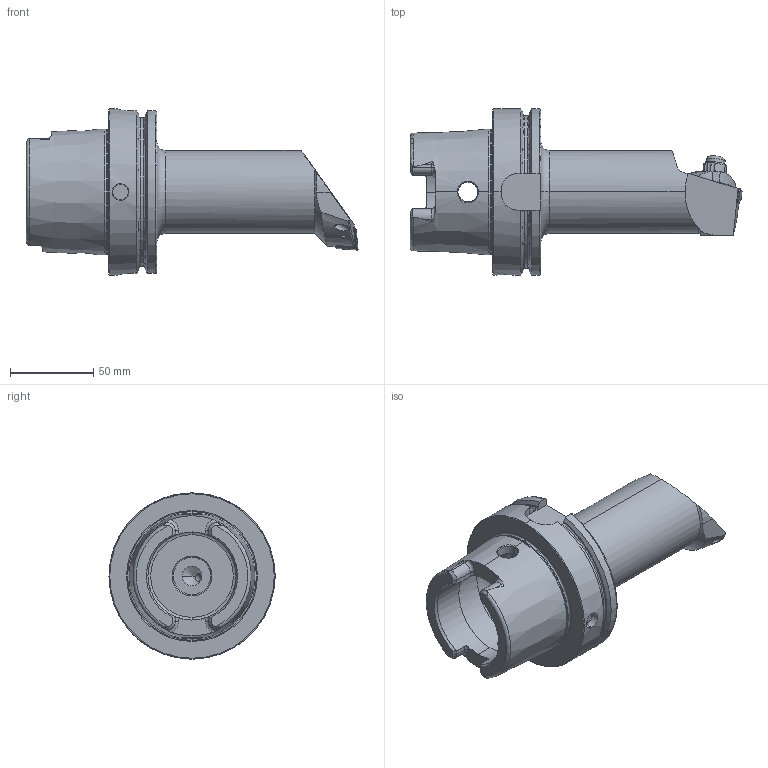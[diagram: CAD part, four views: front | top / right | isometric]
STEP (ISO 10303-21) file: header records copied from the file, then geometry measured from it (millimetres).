
FILE_DESCRIPTION (( 'STEP AP214' ), '1' );
FILE_NAME ('HA0.BCD.RLD.150.STEP', '2023-09-18T09:46:40', ( '' ), ( '' ), 'SwSTEP 2.0', 'SolidWorks 2017', '' );
FILE_SCHEMA (( 'AUTOMOTIVE_DESIGN' ));
Length unit declared in the file: millimetre
Products named in the file (10): WCC-ER3.102.024_C; HA0.BCD.RLD.150; WCC-ER5.102.012_B; WCC-ER2.001.010_A; WCC-ER5.102.005_A; WCD-ER2.101.003_A; HA0-BCD.RLD.150_A_Fertigbearbeitung; KVT_MB_600_050; CNMG120404; WCC-ER4.103.032_A
Assembly tree (9 placements, depth 2):
  HA0.BCD.RLD.150
    HA0-BCD.RLD.150_A_Fertigbearbeitung
    WCD-ER2.101.003_A
    WCC-ER2.001.010_A
    CNMG120404
    WCC-ER3.102.024_C
    WCC-ER4.103.032_A
    WCC-ER5.102.005_A
    KVT_MB_600_050
    WCC-ER5.102.012_B
Bounding box: 199.9 x 100 x 100 mm (x, y, z)
Volume: 442248.7 mm3; surface area: 74939.6 mm2
Topology: 10 solids, 10 shells, 452 faces, 1132 edges, 688 vertices
Faces by surface type: cylinder 150, plane 114, cone 107, torus 62, bspline 17, sphere 2
Entity records: 17315 total; most frequent: CARTESIAN_POINT 5112, ORIENTED_EDGE 2226, DIRECTION 2199, EDGE_CURVE 1113, AXIS2_PLACEMENT_3D 887, VERTEX_POINT 685, EDGE_LOOP 482, FACE_OUTER_BOUND 452
